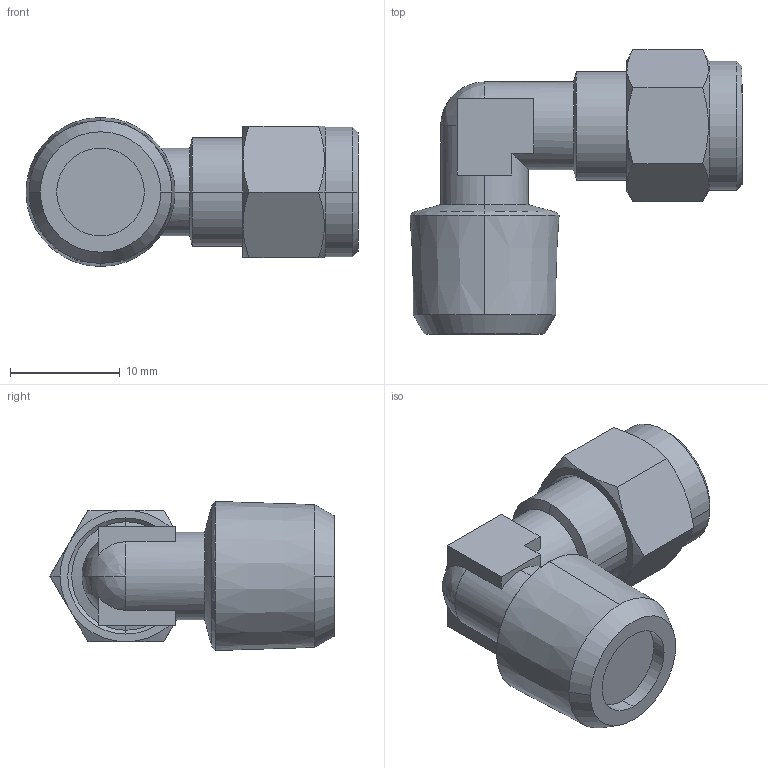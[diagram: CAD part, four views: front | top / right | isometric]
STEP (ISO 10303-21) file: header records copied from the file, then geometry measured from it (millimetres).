
FILE_DESCRIPTION (( 'STEP AP214' ), '1' );
FILE_NAME ('SRK.PL06-02.STEP', '2018-09-03T14:02:33', ( '' ), ( '' ), 'SwSTEP 2.0', 'SolidWorks 2018', '' );
FILE_SCHEMA (( 'AUTOMOTIVE_DESIGN' ));
Length unit declared in the file: millimetre
Products named in the file (1): SRK.PL06-02
Bounding box: 30.3 x 25.93 x 13.61 mm (x, y, z)
Volume: 3903.7 mm3; surface area: 1904.1 mm2
Topology: 1 solids, 1 shells, 64 faces, 157 edges, 96 vertices
Faces by surface type: plane 25, cone 23, cylinder 12, bspline 4
Entity records: 2007 total; most frequent: CARTESIAN_POINT 482, DIRECTION 321, ORIENTED_EDGE 310, EDGE_CURVE 155, AXIS2_PLACEMENT_3D 127, VERTEX_POINT 96, VECTOR 67, EDGE_LOOP 67
